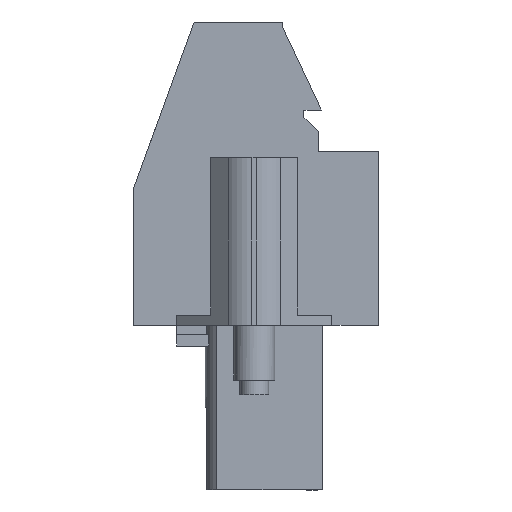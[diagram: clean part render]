
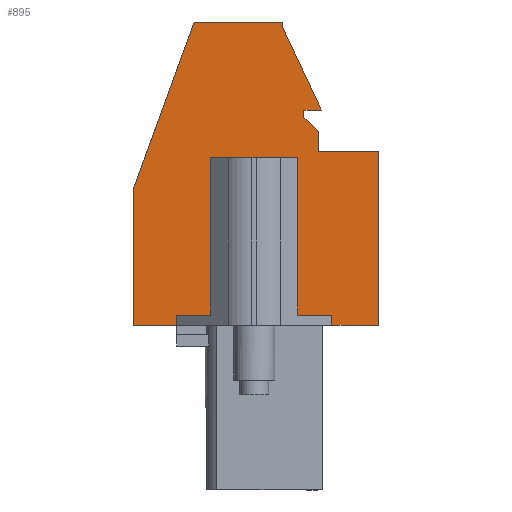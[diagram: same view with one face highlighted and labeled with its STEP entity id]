
A CAD part, left-side view. The second image highlights one B-rep face of the part: STEP entity #895.
In plain terms, the highlighted planar face has unit normal (-1, 0, 0).
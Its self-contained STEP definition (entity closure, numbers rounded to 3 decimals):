
#463=AXIS2_PLACEMENT_3D('Plane Axis2P3D',#460,#461,#462) ;
#107=CARTESIAN_POINT('Line Origine',(3.47,1.125,7.95)) ;
#111=CARTESIAN_POINT('Vertex',(3.47,2.25,7.95)) ;
#113=CARTESIAN_POINT('Vertex',(3.47,0.,7.95)) ;
#162=CARTESIAN_POINT('Vertex',(3.47,9.75,7.95)) ;
#165=CARTESIAN_POINT('Line Origine',(3.47,10.79,7.95)) ;
#169=CARTESIAN_POINT('Vertex',(3.47,11.83,7.95)) ;
#460=CARTESIAN_POINT('Axis2P3D Location',(3.47,12.132,0.)) ;
#783=CARTESIAN_POINT('Line Origine',(3.47,0.,12.15)) ;
#787=CARTESIAN_POINT('Vertex',(3.47,0.,16.35)) ;
#790=CARTESIAN_POINT('Line Origine',(3.47,1.45,16.35)) ;
#794=CARTESIAN_POINT('Vertex',(3.47,2.9,16.35)) ;
#797=CARTESIAN_POINT('Line Origine',(3.47,2.9,16.825)) ;
#801=CARTESIAN_POINT('Vertex',(3.47,2.9,17.3)) ;
#804=CARTESIAN_POINT('Line Origine',(3.47,3.25,17.65)) ;
#808=CARTESIAN_POINT('Vertex',(3.47,3.6,18.)) ;
#811=CARTESIAN_POINT('Line Origine',(3.47,3.6,18.175)) ;
#815=CARTESIAN_POINT('Vertex',(3.47,3.6,18.35)) ;
#818=CARTESIAN_POINT('Line Origine',(3.47,3.18,18.35)) ;
#822=CARTESIAN_POINT('Vertex',(3.47,2.76,18.35)) ;
#825=CARTESIAN_POINT('Line Origine',(3.47,3.704,20.375)) ;
#829=CARTESIAN_POINT('Vertex',(3.47,4.649,22.4)) ;
#832=CARTESIAN_POINT('Line Origine',(3.47,4.649,22.5)) ;
#836=CARTESIAN_POINT('Vertex',(3.47,4.649,22.6)) ;
#839=CARTESIAN_POINT('Line Origine',(3.47,6.778,22.6)) ;
#843=CARTESIAN_POINT('Vertex',(3.47,8.908,22.6)) ;
#846=CARTESIAN_POINT('Line Origine',(3.47,10.369,18.586)) ;
#850=CARTESIAN_POINT('Vertex',(3.47,11.83,14.572)) ;
#853=CARTESIAN_POINT('Line Origine',(3.47,11.83,11.261)) ;
#858=CARTESIAN_POINT('Line Origine',(3.47,9.75,8.2)) ;
#862=CARTESIAN_POINT('Vertex',(3.47,9.75,8.45)) ;
#865=CARTESIAN_POINT('Line Origine',(3.47,6.,8.45)) ;
#869=CARTESIAN_POINT('Vertex',(3.47,2.25,8.45)) ;
#872=CARTESIAN_POINT('Line Origine',(3.47,2.25,8.2)) ;
#108=DIRECTION('Vector Direction',(0.,1.,0.)) ;
#166=DIRECTION('Vector Direction',(0.,-1.,0.)) ;
#461=DIRECTION('Axis2P3D Direction',(-1.,0.,0.)) ;
#462=DIRECTION('Axis2P3D XDirection',(0.,-1.,0.)) ;
#784=DIRECTION('Vector Direction',(0.,0.,1.)) ;
#791=DIRECTION('Vector Direction',(0.,1.,0.)) ;
#798=DIRECTION('Vector Direction',(0.,0.,1.)) ;
#805=DIRECTION('Vector Direction',(0.,0.707,0.707)) ;
#812=DIRECTION('Vector Direction',(0.,0.,1.)) ;
#819=DIRECTION('Vector Direction',(0.,-1.,0.)) ;
#826=DIRECTION('Vector Direction',(0.,0.423,0.906)) ;
#833=DIRECTION('Vector Direction',(0.,0.,1.)) ;
#840=DIRECTION('Vector Direction',(0.,1.,0.)) ;
#847=DIRECTION('Vector Direction',(0.,0.342,-0.94)) ;
#854=DIRECTION('Vector Direction',(0.,0.,1.)) ;
#859=DIRECTION('Vector Direction',(0.,0.,1.)) ;
#866=DIRECTION('Vector Direction',(0.,1.,0.)) ;
#873=DIRECTION('Vector Direction',(0.,0.,1.)) ;
#109=VECTOR('Line Direction',#108,1.) ;
#167=VECTOR('Line Direction',#166,1.) ;
#785=VECTOR('Line Direction',#784,1.) ;
#792=VECTOR('Line Direction',#791,1.) ;
#799=VECTOR('Line Direction',#798,1.) ;
#806=VECTOR('Line Direction',#805,1.) ;
#813=VECTOR('Line Direction',#812,1.) ;
#820=VECTOR('Line Direction',#819,1.) ;
#827=VECTOR('Line Direction',#826,1.) ;
#834=VECTOR('Line Direction',#833,1.) ;
#841=VECTOR('Line Direction',#840,1.) ;
#848=VECTOR('Line Direction',#847,1.) ;
#855=VECTOR('Line Direction',#854,1.) ;
#860=VECTOR('Line Direction',#859,1.) ;
#867=VECTOR('Line Direction',#866,1.) ;
#874=VECTOR('Line Direction',#873,1.) ;
#878=ORIENTED_EDGE('',*,*,#115,.T.) ;
#879=ORIENTED_EDGE('',*,*,#789,.T.) ;
#880=ORIENTED_EDGE('',*,*,#796,.T.) ;
#881=ORIENTED_EDGE('',*,*,#803,.T.) ;
#882=ORIENTED_EDGE('',*,*,#810,.T.) ;
#883=ORIENTED_EDGE('',*,*,#817,.T.) ;
#884=ORIENTED_EDGE('',*,*,#824,.T.) ;
#885=ORIENTED_EDGE('',*,*,#831,.T.) ;
#886=ORIENTED_EDGE('',*,*,#838,.T.) ;
#887=ORIENTED_EDGE('',*,*,#845,.T.) ;
#888=ORIENTED_EDGE('',*,*,#852,.T.) ;
#889=ORIENTED_EDGE('',*,*,#857,.T.) ;
#890=ORIENTED_EDGE('',*,*,#171,.F.) ;
#891=ORIENTED_EDGE('',*,*,#864,.T.) ;
#892=ORIENTED_EDGE('',*,*,#871,.F.) ;
#893=ORIENTED_EDGE('',*,*,#876,.F.) ;
#895=ADVANCED_FACE('HOUSING',(#894),#464,.T.) ;
#115=EDGE_CURVE('',#112,#114,#110,.F.) ;
#171=EDGE_CURVE('',#163,#170,#168,.F.) ;
#789=EDGE_CURVE('',#114,#788,#786,.T.) ;
#796=EDGE_CURVE('',#788,#795,#793,.T.) ;
#803=EDGE_CURVE('',#795,#802,#800,.T.) ;
#810=EDGE_CURVE('',#802,#809,#807,.T.) ;
#817=EDGE_CURVE('',#809,#816,#814,.T.) ;
#824=EDGE_CURVE('',#816,#823,#821,.T.) ;
#831=EDGE_CURVE('',#823,#830,#828,.T.) ;
#838=EDGE_CURVE('',#830,#837,#835,.T.) ;
#845=EDGE_CURVE('',#837,#844,#842,.T.) ;
#852=EDGE_CURVE('',#844,#851,#849,.T.) ;
#857=EDGE_CURVE('',#851,#170,#856,.F.) ;
#864=EDGE_CURVE('',#163,#863,#861,.T.) ;
#871=EDGE_CURVE('',#870,#863,#868,.T.) ;
#876=EDGE_CURVE('',#112,#870,#875,.T.) ;
#877=EDGE_LOOP('',(#878,#879,#880,#881,#882,#883,#884,#885,#886,#887,#888,#889,#890,#891,#892,#893)) ;
#894=FACE_OUTER_BOUND('',#877,.T.) ;
#110=LINE('Line',#107,#109) ;
#168=LINE('Line',#165,#167) ;
#786=LINE('Line',#783,#785) ;
#793=LINE('Line',#790,#792) ;
#800=LINE('Line',#797,#799) ;
#807=LINE('Line',#804,#806) ;
#814=LINE('Line',#811,#813) ;
#821=LINE('Line',#818,#820) ;
#828=LINE('Line',#825,#827) ;
#835=LINE('Line',#832,#834) ;
#842=LINE('Line',#839,#841) ;
#849=LINE('Line',#846,#848) ;
#856=LINE('Line',#853,#855) ;
#861=LINE('Line',#858,#860) ;
#868=LINE('Line',#865,#867) ;
#875=LINE('Line',#872,#874) ;
#464=PLANE('',#463) ;
#112=VERTEX_POINT('',#111) ;
#114=VERTEX_POINT('',#113) ;
#163=VERTEX_POINT('',#162) ;
#170=VERTEX_POINT('',#169) ;
#788=VERTEX_POINT('',#787) ;
#795=VERTEX_POINT('',#794) ;
#802=VERTEX_POINT('',#801) ;
#809=VERTEX_POINT('',#808) ;
#816=VERTEX_POINT('',#815) ;
#823=VERTEX_POINT('',#822) ;
#830=VERTEX_POINT('',#829) ;
#837=VERTEX_POINT('',#836) ;
#844=VERTEX_POINT('',#843) ;
#851=VERTEX_POINT('',#850) ;
#863=VERTEX_POINT('',#862) ;
#870=VERTEX_POINT('',#869) ;
